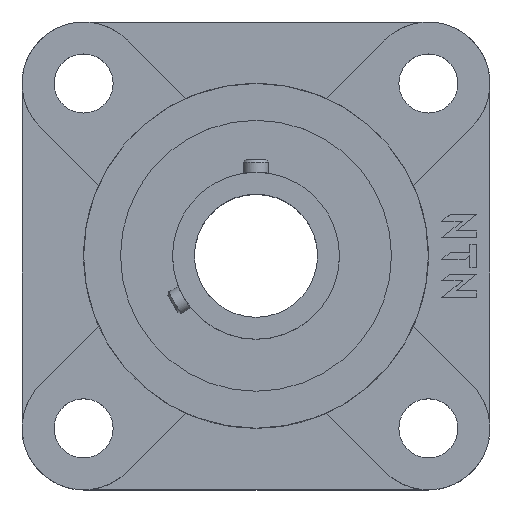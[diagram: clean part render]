
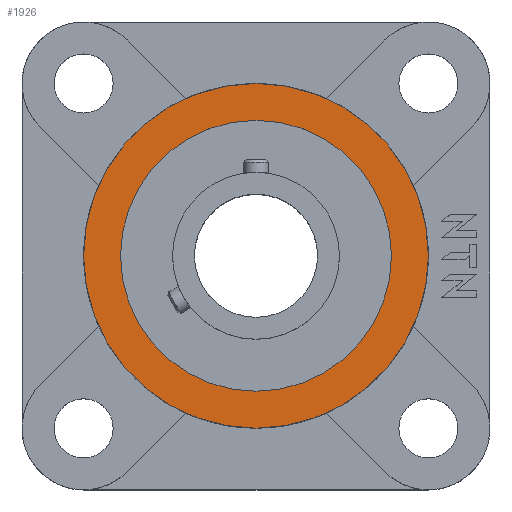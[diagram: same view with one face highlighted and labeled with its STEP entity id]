
A CAD part, top view. The second image highlights one B-rep face of the part: STEP entity #1926.
In plain terms, the highlighted planar face has unit normal (0, 0, 1).
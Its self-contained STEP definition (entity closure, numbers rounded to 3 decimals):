
#39=FACE_BOUND('',#329,.T.);
#111=PLANE('',#2106);
#210=FACE_OUTER_BOUND('',#328,.T.);
#328=EDGE_LOOP('',(#1629));
#329=EDGE_LOOP('',(#1630));
#799=CIRCLE('',#2090,35.);
#811=CIRCLE('',#2105,27.5);
#956=VERTEX_POINT('',#3217);
#974=VERTEX_POINT('',#3259);
#1194=EDGE_CURVE('',#956,#956,#799,.T.);
#1215=EDGE_CURVE('',#974,#974,#811,.T.);
#1629=ORIENTED_EDGE('',*,*,#1194,.F.);
#1630=ORIENTED_EDGE('',*,*,#1215,.T.);
#1926=ADVANCED_FACE('',(#210,#39),#111,.T.);
#2090=AXIS2_PLACEMENT_3D('',#3219,#2508,#2509);
#2105=AXIS2_PLACEMENT_3D('',#3261,#2547,#2548);
#2106=AXIS2_PLACEMENT_3D('',#3262,#2549,#2550);
#2508=DIRECTION('center_axis',(0.,0.,-1.));
#2509=DIRECTION('ref_axis',(1.,0.,0.));
#2547=DIRECTION('center_axis',(0.,0.,-1.));
#2548=DIRECTION('ref_axis',(1.,0.,0.));
#2549=DIRECTION('center_axis',(0.,0.,1.));
#2550=DIRECTION('ref_axis',(1.,0.,0.));
#3217=CARTESIAN_POINT('',(0.,-35.,27.));
#3219=CARTESIAN_POINT('Origin',(0.,0.,27.));
#3259=CARTESIAN_POINT('',(0.,-27.5,27.));
#3261=CARTESIAN_POINT('Origin',(0.,0.,27.));
#3262=CARTESIAN_POINT('Origin',(0.,35.,27.));
